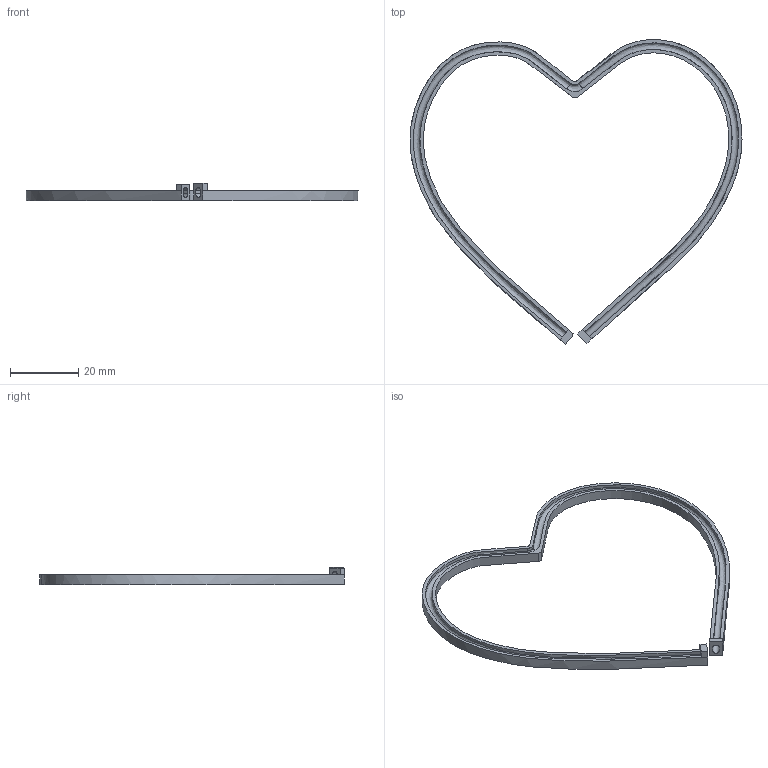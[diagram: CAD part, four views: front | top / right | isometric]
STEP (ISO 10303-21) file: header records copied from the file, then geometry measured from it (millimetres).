
FILE_DESCRIPTION(/* description */ (''),/* implementation_level */ '2;1');
FILE_NAME(/* name */ 'heart-98pc',/* time_stamp */ '2024-11-15T22:21:22Z',/* author */ (''),/* organization */ (''),/* preprocessor_version */ 'ST-DEVELOPER v19.2',/* originating_system */ 'Rhino 8.12',/* authorisation */ '');
FILE_SCHEMA (('AP242_MANAGED_MODEL_BASED_3D_ENGINEERING_MIM_LF { 1 0 10303 442 3 1 4 }'));
Length unit declared in the file: millimetre
Products named in the file (1): Document
Bounding box: 97.1 x 89.07 x 5.05 mm (x, y, z)
Volume: 2103.5 mm3; surface area: 4775.7 mm2
Topology: 1 solids, 1 shells, 34 faces, 86 edges, 52 vertices
Faces by surface type: plane 17, bspline 11, cylinder 6
Entity records: 2929 total; most frequent: CARTESIAN_POINT 2296, ORIENTED_EDGE 172, EDGE_CURVE 86, B_SPLINE_CURVE_WITH_KNOTS 75, VERTEX_POINT 52, DIRECTION 39, EDGE_LOOP 36, ADVANCED_FACE 34
